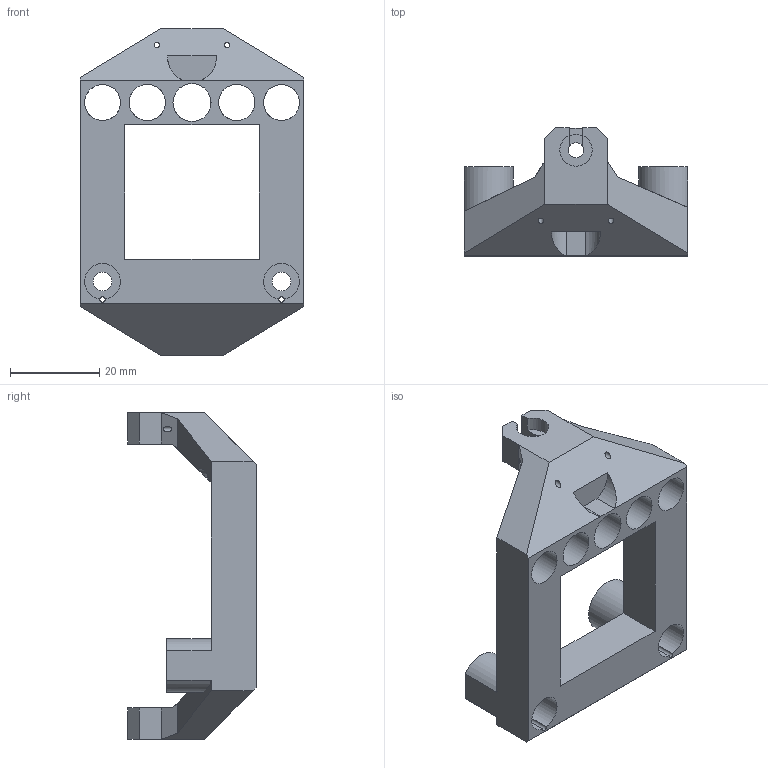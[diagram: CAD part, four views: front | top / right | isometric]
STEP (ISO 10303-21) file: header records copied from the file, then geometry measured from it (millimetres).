
FILE_DESCRIPTION(/* description */ (''),/* implementation_level */ '2;1');
FILE_NAME(/* name */ 'hauptkörper2.step',/* time_stamp */ '2021-10-20T09:34:23+02:00',/* author */ (''),/* organization */ (''),/* preprocessor_version */ 'ST-DEVELOPER v18.1',/* originating_system */ 'Autodesk Translation Framework v10.10.0.1391',/* authorisation */ '');
FILE_SCHEMA (('AUTOMOTIVE_DESIGN { 1 0 10303 214 3 1 1 }'));
Length unit declared in the file: millimetre
Products named in the file (2): schule_fahnenhalter-2; anbau
Assembly tree (1 placements, depth 2):
  schule_fahnenhalter-2
    anbau
Bounding box: 50 x 28.64 x 73 mm (x, y, z)
Volume: 25111.8 mm3; surface area: 11797.2 mm2
Topology: 1 solids, 1 shells, 72 faces, 215 edges, 141 vertices
Faces by surface type: plane 51, cylinder 21
Full cylindrical faces by diameter (mm): 1.2 x4, 3.5 x1, 4.15 x2, 7.21 x1, 8 x2, 8.1 x2, 8.5 x1
Entity records: 2556 total; most frequent: CARTESIAN_POINT 431, ORIENTED_EDGE 430, DIRECTION 429, EDGE_CURVE 215, LINE 151, VECTOR 151, VERTEX_POINT 141, AXIS2_PLACEMENT_3D 139
